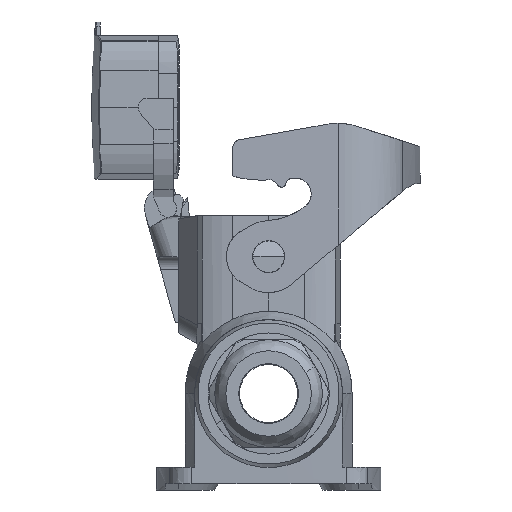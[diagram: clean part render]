
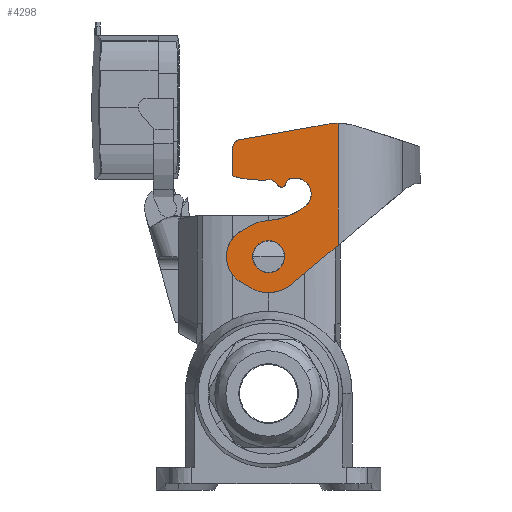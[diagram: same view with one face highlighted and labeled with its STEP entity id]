
A CAD part, left-side view. The second image highlights one B-rep face of the part: STEP entity #4298.
In plain terms, the highlighted planar face has unit normal (-1, -0.009, 0).
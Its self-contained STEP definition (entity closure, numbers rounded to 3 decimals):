
#1606=FACE_BOUND('',#7404,.T.);
#1607=FACE_BOUND('',#7405,.T.);
#2754=ELLIPSE('',#26076,6.588,6.588);
#2762=ELLIPSE('',#26093,8.,8.);
#2771=ELLIPSE('',#26114,3.575,3.575);
#2772=ELLIPSE('',#26115,15.001,15.);
#2773=ELLIPSE('',#26116,2.,2.);
#2774=ELLIPSE('',#26117,15.001,15.);
#2775=ELLIPSE('',#26118,2.3,2.3);
#2776=ELLIPSE('',#26119,1.,1.);
#2777=ELLIPSE('',#26120,1.5,1.5);
#2778=ELLIPSE('',#26121,3.5,3.5);
#2779=ELLIPSE('',#26122,15.001,15.);
#2780=ELLIPSE('',#26123,8.,8.);
#4298=ADVANCED_FACE('',(#1606,#1607),#5143,.T.);
#5143=PLANE('',#26124);
#7404=EDGE_LOOP('',(#12793));
#7405=EDGE_LOOP('',(#12794,#12795,#12796,#12797,#12798,#12799,#12800,#12801,
#12802,#12803,#12804,#12805,#12806,#12807,#12808,#12809,#12810,#12811,#12812));
#12793=ORIENTED_EDGE('',*,*,#19547,.F.);
#12794=ORIENTED_EDGE('',*,*,#19548,.T.);
#12795=ORIENTED_EDGE('',*,*,#19549,.F.);
#12796=ORIENTED_EDGE('',*,*,#19550,.T.);
#12797=ORIENTED_EDGE('',*,*,#19551,.T.);
#12798=ORIENTED_EDGE('',*,*,#19552,.F.);
#12799=ORIENTED_EDGE('',*,*,#19553,.T.);
#12800=ORIENTED_EDGE('',*,*,#19554,.F.);
#12801=ORIENTED_EDGE('',*,*,#19555,.F.);
#12802=ORIENTED_EDGE('',*,*,#19556,.F.);
#12803=ORIENTED_EDGE('',*,*,#19557,.F.);
#12804=ORIENTED_EDGE('',*,*,#19558,.F.);
#12805=ORIENTED_EDGE('',*,*,#19559,.F.);
#12806=ORIENTED_EDGE('',*,*,#19560,.F.);
#12807=ORIENTED_EDGE('',*,*,#19561,.F.);
#12808=ORIENTED_EDGE('',*,*,#19562,.T.);
#12809=ORIENTED_EDGE('',*,*,#19466,.T.);
#12810=ORIENTED_EDGE('',*,*,#19563,.T.);
#12811=ORIENTED_EDGE('',*,*,#19507,.F.);
#12812=ORIENTED_EDGE('',*,*,#19546,.F.);
#16362=VERTEX_POINT('',#40839);
#16363=VERTEX_POINT('',#40841);
#16399=VERTEX_POINT('',#40929);
#16401=VERTEX_POINT('',#40933);
#16426=VERTEX_POINT('',#41046);
#16427=VERTEX_POINT('',#41050);
#16428=VERTEX_POINT('',#41052);
#16429=VERTEX_POINT('',#41054);
#16430=VERTEX_POINT('',#41056);
#16431=VERTEX_POINT('',#41058);
#16432=VERTEX_POINT('',#41060);
#16433=VERTEX_POINT('',#41062);
#16434=VERTEX_POINT('',#41064);
#16435=VERTEX_POINT('',#41066);
#16436=VERTEX_POINT('',#41068);
#16437=VERTEX_POINT('',#41070);
#16438=VERTEX_POINT('',#41072);
#16439=VERTEX_POINT('',#41074);
#16440=VERTEX_POINT('',#41076);
#16441=VERTEX_POINT('',#41078);
#19466=EDGE_CURVE('',#16363,#16362,#2754,.T.);
#19507=EDGE_CURVE('',#16401,#16399,#2762,.T.);
#19546=EDGE_CURVE('',#16426,#16401,#21854,.T.);
#19547=EDGE_CURVE('',#16427,#16427,#2771,.T.);
#19548=EDGE_CURVE('',#16426,#16428,#21855,.T.);
#19549=EDGE_CURVE('',#16429,#16428,#2772,.T.);
#19550=EDGE_CURVE('',#16429,#16430,#21856,.T.);
#19551=EDGE_CURVE('',#16430,#16431,#2773,.T.);
#19552=EDGE_CURVE('',#16432,#16431,#21857,.T.);
#19553=EDGE_CURVE('',#16432,#16433,#2774,.T.);
#19554=EDGE_CURVE('',#16434,#16433,#21858,.T.);
#19555=EDGE_CURVE('',#16435,#16434,#2775,.T.);
#19556=EDGE_CURVE('',#16436,#16435,#2776,.T.);
#19557=EDGE_CURVE('',#16437,#16436,#2777,.T.);
#19558=EDGE_CURVE('',#16438,#16437,#21859,.T.);
#19559=EDGE_CURVE('',#16439,#16438,#2778,.T.);
#19560=EDGE_CURVE('',#16440,#16439,#2779,.T.);
#19561=EDGE_CURVE('',#16441,#16440,#2780,.T.);
#19562=EDGE_CURVE('',#16441,#16363,#21860,.T.);
#19563=EDGE_CURVE('',#16362,#16399,#21861,.T.);
#21854=LINE('',#41047,#23843);
#21855=LINE('',#41051,#23844);
#21856=LINE('',#41055,#23845);
#21857=LINE('',#41059,#23846);
#21858=LINE('',#41063,#23847);
#21859=LINE('',#41071,#23848);
#21860=LINE('',#41079,#23849);
#21861=LINE('',#41080,#23850);
#23843=VECTOR('',#30942,1.);
#23844=VECTOR('',#30947,1.);
#23845=VECTOR('',#30950,1.);
#23846=VECTOR('',#30953,1.);
#23847=VECTOR('',#30956,1.);
#23848=VECTOR('',#30963,1.);
#23849=VECTOR('',#30970,1.);
#23850=VECTOR('',#30971,1.);
#26076=AXIS2_PLACEMENT_3D('',#40840,#30822,#30823);
#26093=AXIS2_PLACEMENT_3D('',#40934,#30883,#30884);
#26114=AXIS2_PLACEMENT_3D('',#41049,#30945,#30946);
#26115=AXIS2_PLACEMENT_3D('',#41053,#30948,#30949);
#26116=AXIS2_PLACEMENT_3D('',#41057,#30951,#30952);
#26117=AXIS2_PLACEMENT_3D('',#41061,#30954,#30955);
#26118=AXIS2_PLACEMENT_3D('',#41065,#30957,#30958);
#26119=AXIS2_PLACEMENT_3D('',#41067,#30959,#30960);
#26120=AXIS2_PLACEMENT_3D('',#41069,#30961,#30962);
#26121=AXIS2_PLACEMENT_3D('',#41073,#30964,#30965);
#26122=AXIS2_PLACEMENT_3D('',#41075,#30966,#30967);
#26123=AXIS2_PLACEMENT_3D('',#41077,#30968,#30969);
#26124=AXIS2_PLACEMENT_3D('',#41081,#30972,#30973);
#30822=DIRECTION('',(-1.,-0.009,0.));
#30823=DIRECTION('',(0.009,-1.,0.));
#30883=DIRECTION('',(1.,0.009,0.));
#30884=DIRECTION('',(0.009,-1.,0.));
#30942=DIRECTION('',(-0.007,0.766,-0.643));
#30945=DIRECTION('',(-1.,-0.009,0.));
#30946=DIRECTION('',(0.009,-1.,0.));
#30947=DIRECTION('',(0.,0.,1.));
#30948=DIRECTION('',(1.,0.009,0.));
#30949=DIRECTION('',(0.009,-1.,0.));
#30950=DIRECTION('',(-0.009,0.985,-0.174));
#30951=DIRECTION('',(-1.,-0.009,0.));
#30952=DIRECTION('',(0.009,-1.,0.));
#30953=DIRECTION('',(0.,0.,1.));
#30954=DIRECTION('',(-1.,-0.009,0.));
#30955=DIRECTION('',(0.009,-1.,0.));
#30956=DIRECTION('',(-0.009,0.996,0.087));
#30957=DIRECTION('',(-1.,-0.009,0.));
#30958=DIRECTION('',(0.009,-1.,0.));
#30959=DIRECTION('',(1.,0.009,0.));
#30960=DIRECTION('',(0.009,-1.,0.));
#30961=DIRECTION('',(-1.,-0.009,0.));
#30962=DIRECTION('',(0.009,-1.,0.));
#30963=DIRECTION('',(-0.009,1.,0.));
#30964=DIRECTION('',(-1.,-0.009,0.));
#30965=DIRECTION('',(0.009,-1.,0.));
#30966=DIRECTION('',(-1.,-0.009,0.));
#30967=DIRECTION('',(0.009,-1.,0.));
#30968=DIRECTION('',(1.,0.009,0.));
#30969=DIRECTION('',(0.009,-1.,0.));
#30970=DIRECTION('',(-0.008,0.866,-0.5));
#30971=DIRECTION('',(0.008,-0.866,-0.5));
#30972=DIRECTION('',(-1.,-0.009,0.));
#30973=DIRECTION('',(-0.009,1.,0.));
#40839=CARTESIAN_POINT('',(-45.703,6.119,-5.905));
#40840=CARTESIAN_POINT('',(-45.675,2.825,-0.2));
#40841=CARTESIAN_POINT('',(-45.703,6.119,5.505));
#40929=CARTESIAN_POINT('',(-45.685,4.,-7.128));
#40933=CARTESIAN_POINT('',(-45.605,-5.142,-6.328));
#40934=CARTESIAN_POINT('',(-45.65,0.,-0.2));
#41046=CARTESIAN_POINT('',(-45.515,-15.479,2.346));
#41047=CARTESIAN_POINT('',(-45.473,-20.257,6.355));
#41049=CARTESIAN_POINT('',(-45.65,0.,-0.2));
#41050=CARTESIAN_POINT('',(-45.619,-3.575,-0.2));
#41051=CARTESIAN_POINT('',(-45.515,-15.479,44.8));
#41052=CARTESIAN_POINT('',(-45.515,-15.479,29.499));
#41053=CARTESIAN_POINT('',(-45.515,-15.424,14.499));
#41054=CARTESIAN_POINT('',(-45.538,-12.819,29.271));
#41055=CARTESIAN_POINT('',(-45.725,8.596,25.495));
#41056=CARTESIAN_POINT('',(-45.705,6.347,25.891));
#41057=CARTESIAN_POINT('',(-45.702,6.,23.922));
#41058=CARTESIAN_POINT('',(-45.72,8.,23.922));
#41059=CARTESIAN_POINT('',(-45.72,8.,44.8));
#41060=CARTESIAN_POINT('',(-45.72,8.,17.8));
#41061=CARTESIAN_POINT('',(-45.678,3.233,32.022));
#41062=CARTESIAN_POINT('',(-45.69,4.54,17.079));
#41063=CARTESIAN_POINT('',(-45.69,4.541,17.079));
#41064=CARTESIAN_POINT('',(-45.658,0.958,16.766));
#41065=CARTESIAN_POINT('',(-45.65,0.,14.675));
#41066=CARTESIAN_POINT('',(-45.633,-2.002,15.808));
#41067=CARTESIAN_POINT('',(-45.625,-2.872,16.3));
#41068=CARTESIAN_POINT('',(-45.616,-3.852,16.1));
#41069=CARTESIAN_POINT('',(-45.604,-5.322,15.8));
#41070=CARTESIAN_POINT('',(-45.604,-5.322,17.3));
#41071=CARTESIAN_POINT('',(-45.755,12.,17.3));
#41072=CARTESIAN_POINT('',(-45.598,-6.,17.3));
#41073=CARTESIAN_POINT('',(-45.598,-6.,13.8));
#41074=CARTESIAN_POINT('',(-45.579,-8.191,11.07));
#41075=CARTESIAN_POINT('',(-45.66,1.198,22.769));
#41076=CARTESIAN_POINT('',(-45.654,0.417,7.789));
#41077=CARTESIAN_POINT('',(-45.65,0.,-0.2));
#41078=CARTESIAN_POINT('',(-45.685,4.,6.728));
#41079=CARTESIAN_POINT('',(-45.593,-6.485,12.781));
#41080=CARTESIAN_POINT('',(-45.933,32.484,9.317));
#41081=CARTESIAN_POINT('',(-45.755,12.,44.8));
